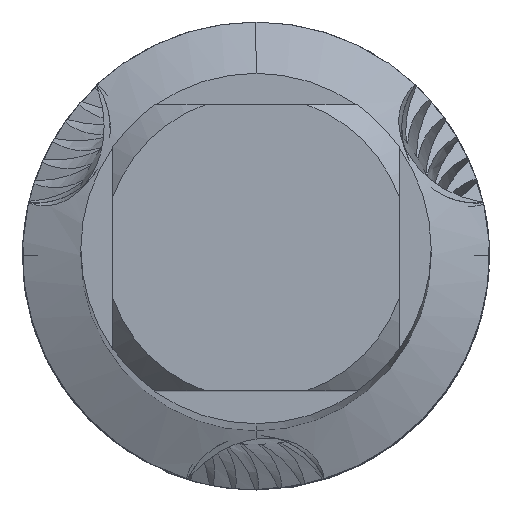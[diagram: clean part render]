
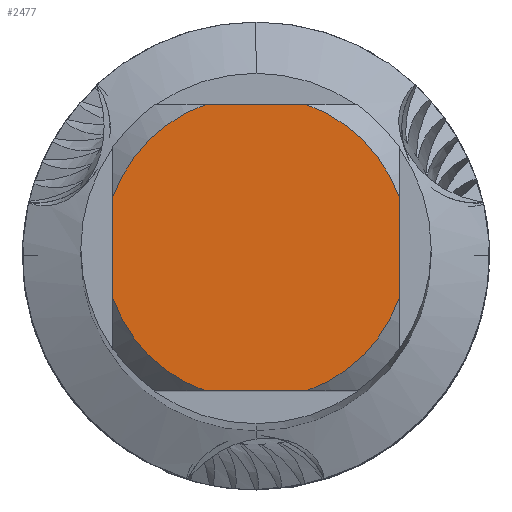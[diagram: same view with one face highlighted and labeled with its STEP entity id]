
A CAD part, top view. The second image highlights one B-rep face of the part: STEP entity #2477.
In plain terms, the highlighted planar face has unit normal (0, 0, 1).
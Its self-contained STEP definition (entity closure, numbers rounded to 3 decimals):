
#1633=EDGE_CURVE('',#3465,#2935,#4371,.T.);
#1921=EDGE_CURVE('',#3431,#2935,#4685,.T.);
#2061=VERTEX_POINT('',#4835);
#2089=EDGE_CURVE('',#3937,#2905,#4865,.T.);
#2279=EDGE_CURVE('',#2061,#2905,#5077,.T.);
#2281=EDGE_CURVE('',#3465,#3821,#5079,.T.);
#2477=ADVANCED_FACE('',(#5291),#5292,.T.);
#2739=EDGE_CURVE('',#3937,#3057,#5586,.T.);
#2905=VERTEX_POINT('',#5762);
#2935=VERTEX_POINT('',#5795);
#3057=VERTEX_POINT('',#5928);
#3431=VERTEX_POINT('',#6336);
#3465=VERTEX_POINT('',#6374);
#3523=EDGE_CURVE('',#2061,#3821,#6435,.T.);
#3821=VERTEX_POINT('',#6768);
#3937=VERTEX_POINT('',#6893);
#3997=EDGE_CURVE('',#3431,#3057,#6955,.T.);
#4371=LINE('',#7625,#7626);
#4685=CIRCLE('',#8406,2.6);
#4835=CARTESIAN_POINT('',(0.87,2.45,0.0));
#4865=LINE('',#9196,#9197);
#5077=CIRCLE('',#9608,2.6);
#5079=CIRCLE('',#9611,2.6);
#5291=FACE_OUTER_BOUND('',#10226,.T.);
#5292=PLANE('',#10227);
#5586=CIRCLE('',#10991,2.6);
#5762=CARTESIAN_POINT('',(2.45,0.87,0.0));
#5795=CARTESIAN_POINT('',(-2.45,-0.87,0.0));
#5928=CARTESIAN_POINT('',(0.87,-2.45,0.0));
#6336=CARTESIAN_POINT('',(-0.87,-2.45,0.0));
#6374=CARTESIAN_POINT('',(-2.45,0.87,0.0));
#6435=LINE('',#12796,#12797);
#6768=CARTESIAN_POINT('',(-0.87,2.45,0.0));
#6893=CARTESIAN_POINT('',(2.45,-0.87,0.0));
#6955=LINE('',#14134,#14135);
#7625=CARTESIAN_POINT('',(-2.45,0.65,0.0));
#7626=VECTOR('',#14645,1.0);
#8406=AXIS2_PLACEMENT_3D('',#14942,#14943,#14944);
#9196=CARTESIAN_POINT('',(2.45,0.65,0.0));
#9197=VECTOR('',#15180,1.0);
#9608=AXIS2_PLACEMENT_3D('',#15426,#15427,#15428);
#9611=AXIS2_PLACEMENT_3D('',#15429,#15430,#15431);
#10226=EDGE_LOOP('',(#15632,#15633,#15634,#15635,#15636,#15637,#15638,#15639));
#10227=AXIS2_PLACEMENT_3D('',#15640,#15641,#15642);
#10991=AXIS2_PLACEMENT_3D('',#16064,#16065,#16066);
#12796=CARTESIAN_POINT('',(0.0,2.45,0.0));
#12797=VECTOR('',#16926,1.0);
#14134=CARTESIAN_POINT('',(0.0,-2.45,0.0));
#14135=VECTOR('',#17549,1.0);
#14645=DIRECTION('',(-0.0,-1.0,0.0));
#14942=CARTESIAN_POINT('',(0.0,0.0,0.0));
#14943=DIRECTION('',(0.0,0.0,-1.0));
#14944=DIRECTION('',(0.0,1.0,0.0));
#15180=DIRECTION('',(-0.0,1.0,0.0));
#15426=CARTESIAN_POINT('',(0.0,0.0,0.0));
#15427=DIRECTION('',(0.0,0.0,-1.0));
#15428=DIRECTION('',(0.0,1.0,0.0));
#15429=CARTESIAN_POINT('',(0.0,0.0,0.0));
#15430=DIRECTION('',(0.0,0.0,-1.0));
#15431=DIRECTION('',(0.0,1.0,0.0));
#15632=ORIENTED_EDGE('',*,*,#1633,.T.);
#15633=ORIENTED_EDGE('',*,*,#1921,.F.);
#15634=ORIENTED_EDGE('',*,*,#3997,.T.);
#15635=ORIENTED_EDGE('',*,*,#2739,.F.);
#15636=ORIENTED_EDGE('',*,*,#2089,.T.);
#15637=ORIENTED_EDGE('',*,*,#2279,.F.);
#15638=ORIENTED_EDGE('',*,*,#3523,.T.);
#15639=ORIENTED_EDGE('',*,*,#2281,.F.);
#15640=CARTESIAN_POINT('',(0.0,1.3,0.0));
#15641=DIRECTION('',(-0.0,0.0,1.0));
#15642=DIRECTION('',(0.0,-1.0,0.0));
#16064=CARTESIAN_POINT('',(0.0,0.0,0.0));
#16065=DIRECTION('',(0.0,0.0,-1.0));
#16066=DIRECTION('',(0.0,1.0,0.0));
#16926=DIRECTION('',(-1.0,0.0,0.0));
#17549=DIRECTION('',(1.0,0.0,0.0));
